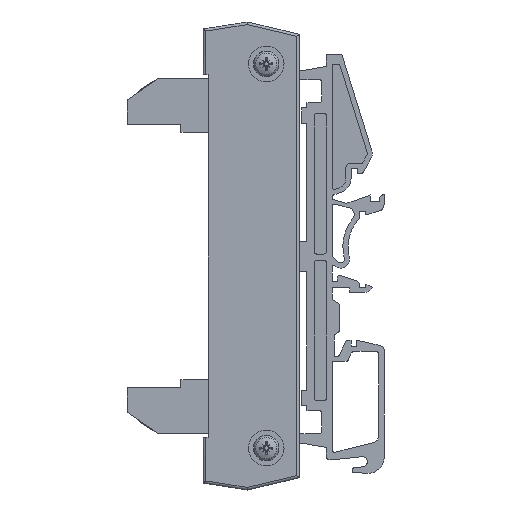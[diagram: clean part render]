
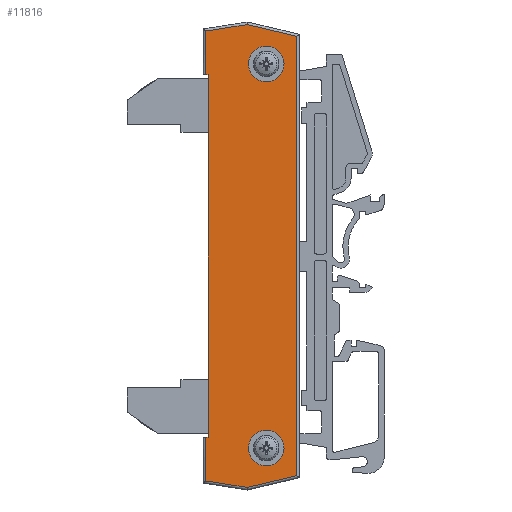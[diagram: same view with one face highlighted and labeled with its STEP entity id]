
A CAD part, left-side view. The second image highlights one B-rep face of the part: STEP entity #11816.
In plain terms, the highlighted face is planar.
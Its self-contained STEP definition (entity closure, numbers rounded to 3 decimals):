
#11355=CARTESIAN_POINT('',(-16.628,6.238,5.0));
#11356=VERTEX_POINT('',#11355);
#11363=CARTESIAN_POINT('',(54.672,6.238,5.0));
#11364=VERTEX_POINT('',#11363);
#11365=CARTESIAN_POINT('',(54.672,6.238,5.0));
#11366=DIRECTION('',(-1.0,0.0,0.0));
#11367=VECTOR('',#11366,71.3);
#11368=LINE('',#11365,#11367);
#11369=EDGE_CURVE('',#11364,#11356,#11368,.T.);
#11612=CARTESIAN_POINT('',(60.272,-5.162,5.0));
#11613=VERTEX_POINT('',#11612);
#11614=CARTESIAN_POINT('',(56.772,-5.162,5.0));
#11615=DIRECTION('',(0.0,0.0,-1.0));
#11616=DIRECTION('',(-1.0,0.0,0.0));
#11617=AXIS2_PLACEMENT_3D('',#11614,#11615,#11616);
#11618=CIRCLE('',#11617,3.5);
#11619=EDGE_CURVE('',#11613,#11613,#11618,.T.);
#11652=CARTESIAN_POINT('',(-15.228,-5.162,5.0));
#11653=VERTEX_POINT('',#11652);
#11654=CARTESIAN_POINT('',(-18.728,-5.162,5.0));
#11655=DIRECTION('',(0.0,0.0,-1.0));
#11656=DIRECTION('',(-1.0,0.0,0.0));
#11657=AXIS2_PLACEMENT_3D('',#11654,#11655,#11656);
#11658=CIRCLE('',#11657,3.5);
#11659=EDGE_CURVE('',#11653,#11653,#11658,.T.);
#11693=CARTESIAN_POINT('',(54.672,6.738,5.0));
#11694=VERTEX_POINT('',#11693);
#11695=CARTESIAN_POINT('',(54.672,6.738,5.0));
#11696=DIRECTION('',(0.0,-1.0,0.0));
#11697=VECTOR('',#11696,0.5);
#11698=LINE('',#11695,#11697);
#11699=EDGE_CURVE('',#11694,#11364,#11698,.T.);
#11724=CARTESIAN_POINT('',(-16.628,6.738,5.0));
#11725=VERTEX_POINT('',#11724);
#11733=CARTESIAN_POINT('',(-16.628,6.238,5.0));
#11734=DIRECTION('',(0.0,1.0,0.0));
#11735=VECTOR('',#11734,0.5);
#11736=LINE('',#11733,#11735);
#11737=EDGE_CURVE('',#11356,#11725,#11736,.T.);
#11746=CARTESIAN_POINT('',(19.022,-2.126,5.0));
#11747=DIRECTION('',(0.0,0.0,1.0));
#11748=DIRECTION('',(1.0,0.0,0.0));
#11749=AXIS2_PLACEMENT_3D('',#11746,#11747,#11748);
#11750=PLANE('',#11749);
#11751=ORIENTED_EDGE('',*,*,#11699,.T.);
#11752=ORIENTED_EDGE('',*,*,#11369,.T.);
#11753=ORIENTED_EDGE('',*,*,#11737,.T.);
#11754=CARTESIAN_POINT('',(-25.176,6.738,5.0));
#11755=VERTEX_POINT('',#11754);
#11756=CARTESIAN_POINT('',(-25.176,6.738,5.0));
#11757=DIRECTION('',(1.0,0.0,0.0));
#11758=VECTOR('',#11757,8.548);
#11759=LINE('',#11756,#11758);
#11760=EDGE_CURVE('',#11755,#11725,#11759,.T.);
#11761=ORIENTED_EDGE('',*,*,#11760,.F.);
#11762=CARTESIAN_POINT('',(-26.459,-1.405,5.0));
#11763=VERTEX_POINT('',#11762);
#11764=CARTESIAN_POINT('',(-26.459,-1.405,5.0));
#11765=DIRECTION('',(0.156,0.988,0.0));
#11766=VECTOR('',#11765,8.244);
#11767=LINE('',#11764,#11766);
#11768=EDGE_CURVE('',#11763,#11755,#11767,.T.);
#11769=ORIENTED_EDGE('',*,*,#11768,.F.);
#11770=CARTESIAN_POINT('',(-24.157,-11.162,5.0));
#11771=VERTEX_POINT('',#11770);
#11772=CARTESIAN_POINT('',(-24.157,-11.162,5.0));
#11773=DIRECTION('',(-0.23,0.973,0.0));
#11774=VECTOR('',#11773,10.024);
#11775=LINE('',#11772,#11774);
#11776=EDGE_CURVE('',#11771,#11763,#11775,.T.);
#11777=ORIENTED_EDGE('',*,*,#11776,.F.);
#11778=CARTESIAN_POINT('',(62.201,-11.162,5.0));
#11779=VERTEX_POINT('',#11778);
#11780=CARTESIAN_POINT('',(62.201,-11.162,5.0));
#11781=DIRECTION('',(-1.0,0.0,0.0));
#11782=VECTOR('',#11781,86.358);
#11783=LINE('',#11780,#11782);
#11784=EDGE_CURVE('',#11779,#11771,#11783,.T.);
#11785=ORIENTED_EDGE('',*,*,#11784,.F.);
#11786=CARTESIAN_POINT('',(64.503,-1.405,5.0));
#11787=VERTEX_POINT('',#11786);
#11788=CARTESIAN_POINT('',(64.503,-1.405,5.0));
#11789=DIRECTION('',(-0.23,-0.973,0.0));
#11790=VECTOR('',#11789,10.024);
#11791=LINE('',#11788,#11790);
#11792=EDGE_CURVE('',#11787,#11779,#11791,.T.);
#11793=ORIENTED_EDGE('',*,*,#11792,.F.);
#11794=CARTESIAN_POINT('',(63.22,6.738,5.0));
#11795=VERTEX_POINT('',#11794);
#11796=CARTESIAN_POINT('',(63.22,6.738,5.0));
#11797=DIRECTION('',(0.156,-0.988,0.0));
#11798=VECTOR('',#11797,8.244);
#11799=LINE('',#11796,#11798);
#11800=EDGE_CURVE('',#11795,#11787,#11799,.T.);
#11801=ORIENTED_EDGE('',*,*,#11800,.F.);
#11802=CARTESIAN_POINT('',(54.672,6.738,5.0));
#11803=DIRECTION('',(1.0,0.0,0.0));
#11804=VECTOR('',#11803,8.548);
#11805=LINE('',#11802,#11804);
#11806=EDGE_CURVE('',#11694,#11795,#11805,.T.);
#11807=ORIENTED_EDGE('',*,*,#11806,.F.);
#11808=EDGE_LOOP('',(#11751,#11752,#11753,#11761,#11769,#11777,#11785,#11793,#11801,#11807));
#11809=FACE_OUTER_BOUND('',#11808,.T.);
#11810=ORIENTED_EDGE('',*,*,#11619,.T.);
#11811=EDGE_LOOP('',(#11810));
#11812=FACE_BOUND('',#11811,.T.);
#11813=ORIENTED_EDGE('',*,*,#11659,.T.);
#11814=EDGE_LOOP('',(#11813));
#11815=FACE_BOUND('',#11814,.T.);
#11816=ADVANCED_FACE('',(#11809,#11812,#11815),#11750,.T.);
